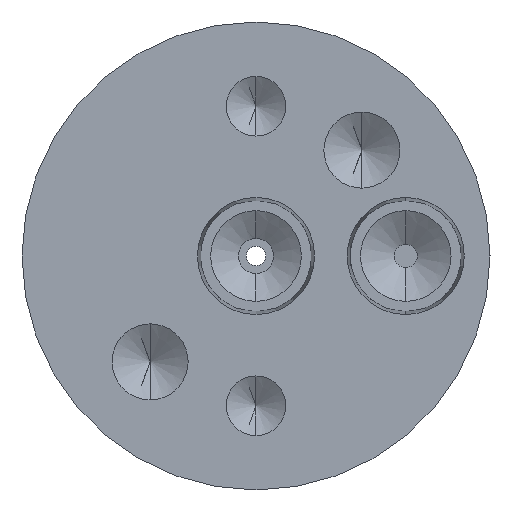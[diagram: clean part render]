
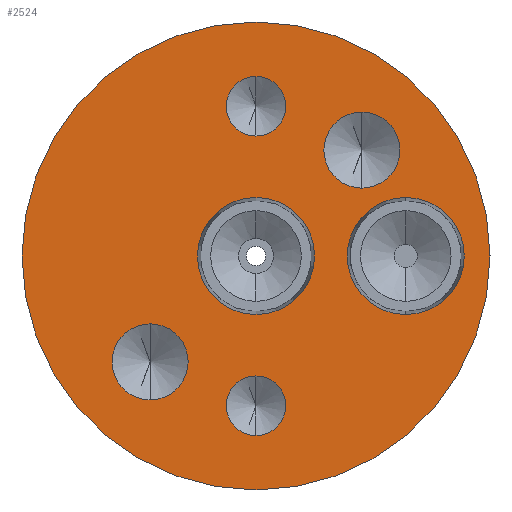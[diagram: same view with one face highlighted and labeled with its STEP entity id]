
A CAD part, front view. The second image highlights one B-rep face of the part: STEP entity #2524.
In plain terms, the highlighted planar face has unit normal (0, -1, 0).
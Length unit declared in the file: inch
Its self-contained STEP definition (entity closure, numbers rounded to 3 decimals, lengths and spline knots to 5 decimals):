
#2 = CARTESIAN_POINT ( 'NONE',  ( 0., -0.5, 0.3205 ) ) ;
#47 = AXIS2_PLACEMENT_3D ( 'NONE', #3746, #3123, #3442 ) ;
#66 = ORIENTED_EDGE ( 'NONE', *, *, #1470, .F. ) ;
#70 = ORIENTED_EDGE ( 'NONE', *, *, #1851, .F. ) ;
#85 = EDGE_CURVE ( 'NONE', #3623, #1856, #1065, .T. ) ;
#98 = AXIS2_PLACEMENT_3D ( 'NONE', #2742, #3369, #2440 ) ;
#100 = DIRECTION ( 'NONE',  ( 0., -1., 0. ) ) ;
#135 = PLANE ( 'NONE',  #1445 ) ;
#164 = ORIENTED_EDGE ( 'NONE', *, *, #3089, .F. ) ;
#280 = CARTESIAN_POINT ( 'NONE',  ( 0., -0.5, -0.4 ) ) ;
#347 = CARTESIAN_POINT ( 'NONE',  ( 0., -0.5, 0.4 ) ) ;
#385 = CARTESIAN_POINT ( 'NONE',  ( 0., -0.5, -0.4 ) ) ;
#426 = FACE_BOUND ( 'NONE', #1824, .T. ) ;
#434 = CARTESIAN_POINT ( 'NONE',  ( 0.4, -0.5, 0.15625 ) ) ;
#444 = VERTEX_POINT ( 'NONE', #1486 ) ;
#535 = VERTEX_POINT ( 'NONE', #1596 ) ;
#543 = VERTEX_POINT ( 'NONE', #2751 ) ;
#557 = CARTESIAN_POINT ( 'NONE',  ( 0., -0.5, -0.3205 ) ) ;
#568 = CARTESIAN_POINT ( 'NONE',  ( 0., -0.5, 0. ) ) ;
#572 = CARTESIAN_POINT ( 'NONE',  ( 0.28284, -0.5, 0.28284 ) ) ;
#585 = CIRCLE ( 'NONE', #1928, 0.0795 ) ;
#592 = DIRECTION ( 'NONE',  ( 0., -1., 0. ) ) ;
#626 = CARTESIAN_POINT ( 'NONE',  ( 0., -0.5, 0.625 ) ) ;
#639 = DIRECTION ( 'NONE',  ( 0., 0., -1. ) ) ;
#655 = AXIS2_PLACEMENT_3D ( 'NONE', #385, #100, #639 ) ;
#687 = AXIS2_PLACEMENT_3D ( 'NONE', #1706, #3380, #1361 ) ;
#718 = FACE_BOUND ( 'NONE', #1634, .T. ) ;
#720 = ORIENTED_EDGE ( 'NONE', *, *, #1032, .F. ) ;
#753 = ORIENTED_EDGE ( 'NONE', *, *, #3155, .F. ) ;
#756 = DIRECTION ( 'NONE',  ( 0., -1., 0. ) ) ;
#777 = FACE_BOUND ( 'NONE', #2149, .T. ) ;
#810 = DIRECTION ( 'NONE',  ( 0., 0., -1. ) ) ;
#815 = ORIENTED_EDGE ( 'NONE', *, *, #2257, .F. ) ;
#854 = DIRECTION ( 'NONE',  ( 0., 0., -1. ) ) ;
#868 = CARTESIAN_POINT ( 'NONE',  ( 0., -0.5, 0.4795 ) ) ;
#952 = CIRCLE ( 'NONE', #1429, 0.10156 ) ;
#1009 = FACE_BOUND ( 'NONE', #2693, .T. ) ;
#1024 = CIRCLE ( 'NONE', #1563, 0.10156 ) ;
#1032 = EDGE_CURVE ( 'NONE', #3149, #1409, #2190, .T. ) ;
#1057 = CARTESIAN_POINT ( 'NONE',  ( 0., -0.5, 0. ) ) ;
#1065 = CIRCLE ( 'NONE', #1491, 0.10156 ) ;
#1114 = ORIENTED_EDGE ( 'NONE', *, *, #3765, .F. ) ;
#1139 = CARTESIAN_POINT ( 'NONE',  ( 0.4, -0.5, 0. ) ) ;
#1145 = EDGE_CURVE ( 'NONE', #1508, #2196, #2004, .T. ) ;
#1167 = DIRECTION ( 'NONE',  ( 0., 0., -1. ) ) ;
#1208 = CARTESIAN_POINT ( 'NONE',  ( 0., -0.5, 0.15625 ) ) ;
#1211 = DIRECTION ( 'NONE',  ( 0., 0., -1. ) ) ;
#1230 = AXIS2_PLACEMENT_3D ( 'NONE', #3147, #2217, #854 ) ;
#1361 = DIRECTION ( 'NONE',  ( 0., 0., -1. ) ) ;
#1409 = VERTEX_POINT ( 'NONE', #434 ) ;
#1428 = CARTESIAN_POINT ( 'NONE',  ( 0.4, -0.5, -0.15625 ) ) ;
#1429 = AXIS2_PLACEMENT_3D ( 'NONE', #1675, #2537, #3421 ) ;
#1445 = AXIS2_PLACEMENT_3D ( 'NONE', #3619, #756, #2432 ) ;
#1470 = EDGE_CURVE ( 'NONE', #543, #444, #952, .T. ) ;
#1486 = CARTESIAN_POINT ( 'NONE',  ( -0.28284, -0.5, -0.38441 ) ) ;
#1491 = AXIS2_PLACEMENT_3D ( 'NONE', #572, #592, #810 ) ;
#1495 = ORIENTED_EDGE ( 'NONE', *, *, #3717, .F. ) ;
#1508 = VERTEX_POINT ( 'NONE', #2625 ) ;
#1553 = CARTESIAN_POINT ( 'NONE',  ( 0.28284, -0.5, 0.28284 ) ) ;
#1563 = AXIS2_PLACEMENT_3D ( 'NONE', #1553, #3072, #3358 ) ;
#1569 = CIRCLE ( 'NONE', #2904, 0.0795 ) ;
#1596 = CARTESIAN_POINT ( 'NONE',  ( 0., -0.5, -0.4795 ) ) ;
#1606 = EDGE_LOOP ( 'NONE', ( #815, #3299 ) ) ;
#1634 = EDGE_LOOP ( 'NONE', ( #1114, #164 ) ) ;
#1675 = CARTESIAN_POINT ( 'NONE',  ( -0.28284, -0.5, -0.28284 ) ) ;
#1706 = CARTESIAN_POINT ( 'NONE',  ( 0., -0.5, 0.4 ) ) ;
#1716 = DIRECTION ( 'NONE',  ( 0., 0., 1. ) ) ;
#1737 = AXIS2_PLACEMENT_3D ( 'NONE', #1057, #2505, #1985 ) ;
#1754 = CIRCLE ( 'NONE', #98, 0.10156 ) ;
#1760 = AXIS2_PLACEMENT_3D ( 'NONE', #568, #2628, #1716 ) ;
#1817 = VERTEX_POINT ( 'NONE', #2 ) ;
#1824 = EDGE_LOOP ( 'NONE', ( #720, #753 ) ) ;
#1826 = EDGE_CURVE ( 'NONE', #2491, #1918, #2324, .T. ) ;
#1828 = VERTEX_POINT ( 'NONE', #557 ) ;
#1832 = DIRECTION ( 'NONE',  ( 0., -1., 0. ) ) ;
#1851 = EDGE_CURVE ( 'NONE', #2163, #1817, #2078, .T. ) ;
#1856 = VERTEX_POINT ( 'NONE', #2858 ) ;
#1918 = VERTEX_POINT ( 'NONE', #2567 ) ;
#1928 = AXIS2_PLACEMENT_3D ( 'NONE', #280, #3516, #1167 ) ;
#1939 = FACE_BOUND ( 'NONE', #3105, .T. ) ;
#1985 = DIRECTION ( 'NONE',  ( 0., 0., -1. ) ) ;
#2004 = CIRCLE ( 'NONE', #47, 0.625 ) ;
#2078 = CIRCLE ( 'NONE', #687, 0.0795 ) ;
#2149 = EDGE_LOOP ( 'NONE', ( #2318, #3239 ) ) ;
#2159 = FACE_BOUND ( 'NONE', #2416, .T. ) ;
#2163 = VERTEX_POINT ( 'NONE', #868 ) ;
#2190 = CIRCLE ( 'NONE', #3227, 0.15625 ) ;
#2196 = VERTEX_POINT ( 'NONE', #626 ) ;
#2217 = DIRECTION ( 'NONE',  ( 0., -1., 0. ) ) ;
#2257 = EDGE_CURVE ( 'NONE', #2196, #1508, #2536, .T. ) ;
#2296 = DIRECTION ( 'NONE',  ( 0., 0., -1. ) ) ;
#2318 = ORIENTED_EDGE ( 'NONE', *, *, #2747, .F. ) ;
#2324 = CIRCLE ( 'NONE', #1230, 0.15625 ) ;
#2348 = AXIS2_PLACEMENT_3D ( 'NONE', #2580, #3740, #2296 ) ;
#2370 = ORIENTED_EDGE ( 'NONE', *, *, #85, .F. ) ;
#2397 = ORIENTED_EDGE ( 'NONE', *, *, #3575, .F. ) ;
#2416 = EDGE_LOOP ( 'NONE', ( #3614, #2370 ) ) ;
#2432 = DIRECTION ( 'NONE',  ( 0., 0., -1. ) ) ;
#2440 = DIRECTION ( 'NONE',  ( 0., 0., -1. ) ) ;
#2491 = VERTEX_POINT ( 'NONE', #1208 ) ;
#2505 = DIRECTION ( 'NONE',  ( 0., -1., 0. ) ) ;
#2518 = EDGE_CURVE ( 'NONE', #1856, #3623, #1024, .T. ) ;
#2519 = CIRCLE ( 'NONE', #2348, 0.15625 ) ;
#2524 = ADVANCED_FACE ( 'NONE', ( #2159, #1939, #1009, #718, #777, #426, #3319 ), #135, .T. ) ;
#2536 = CIRCLE ( 'NONE', #1760, 0.625 ) ;
#2537 = DIRECTION ( 'NONE',  ( 0., -1., 0. ) ) ;
#2567 = CARTESIAN_POINT ( 'NONE',  ( 0., -0.5, -0.15625 ) ) ;
#2580 = CARTESIAN_POINT ( 'NONE',  ( 0.4, -0.5, 0. ) ) ;
#2625 = CARTESIAN_POINT ( 'NONE',  ( 0., -0.5, -0.625 ) ) ;
#2628 = DIRECTION ( 'NONE',  ( 0., 1., 0. ) ) ;
#2693 = EDGE_LOOP ( 'NONE', ( #1495, #70 ) ) ;
#2742 = CARTESIAN_POINT ( 'NONE',  ( -0.28284, -0.5, -0.28284 ) ) ;
#2747 = EDGE_CURVE ( 'NONE', #1918, #2491, #3379, .T. ) ;
#2751 = CARTESIAN_POINT ( 'NONE',  ( -0.28284, -0.5, -0.18128 ) ) ;
#2858 = CARTESIAN_POINT ( 'NONE',  ( 0.28284, -0.5, 0.18128 ) ) ;
#2904 = AXIS2_PLACEMENT_3D ( 'NONE', #347, #1832, #1211 ) ;
#3072 = DIRECTION ( 'NONE',  ( 0., -1., 0. ) ) ;
#3089 = EDGE_CURVE ( 'NONE', #1828, #535, #585, .T. ) ;
#3105 = EDGE_LOOP ( 'NONE', ( #2397, #66 ) ) ;
#3123 = DIRECTION ( 'NONE',  ( 0., 1., 0. ) ) ;
#3147 = CARTESIAN_POINT ( 'NONE',  ( 0., -0.5, 0. ) ) ;
#3149 = VERTEX_POINT ( 'NONE', #1428 ) ;
#3155 = EDGE_CURVE ( 'NONE', #1409, #3149, #2519, .T. ) ;
#3227 = AXIS2_PLACEMENT_3D ( 'NONE', #1139, #3455, #3432 ) ;
#3239 = ORIENTED_EDGE ( 'NONE', *, *, #1826, .F. ) ;
#3299 = ORIENTED_EDGE ( 'NONE', *, *, #1145, .F. ) ;
#3319 = FACE_OUTER_BOUND ( 'NONE', #1606, .T. ) ;
#3358 = DIRECTION ( 'NONE',  ( 0., 0., -1. ) ) ;
#3369 = DIRECTION ( 'NONE',  ( 0., -1., 0. ) ) ;
#3379 = CIRCLE ( 'NONE', #1737, 0.15625 ) ;
#3380 = DIRECTION ( 'NONE',  ( 0., -1., 0. ) ) ;
#3391 = CIRCLE ( 'NONE', #655, 0.0795 ) ;
#3421 = DIRECTION ( 'NONE',  ( 0., 0., -1. ) ) ;
#3432 = DIRECTION ( 'NONE',  ( 0., 0., -1. ) ) ;
#3442 = DIRECTION ( 'NONE',  ( 0., 0., 1. ) ) ;
#3455 = DIRECTION ( 'NONE',  ( 0., -1., 0. ) ) ;
#3516 = DIRECTION ( 'NONE',  ( 0., -1., 0. ) ) ;
#3575 = EDGE_CURVE ( 'NONE', #444, #543, #1754, .T. ) ;
#3614 = ORIENTED_EDGE ( 'NONE', *, *, #2518, .F. ) ;
#3619 = CARTESIAN_POINT ( 'NONE',  ( -0.625, -0.5, 0. ) ) ;
#3623 = VERTEX_POINT ( 'NONE', #3703 ) ;
#3703 = CARTESIAN_POINT ( 'NONE',  ( 0.28284, -0.5, 0.38441 ) ) ;
#3717 = EDGE_CURVE ( 'NONE', #1817, #2163, #1569, .T. ) ;
#3740 = DIRECTION ( 'NONE',  ( 0., -1., 0. ) ) ;
#3746 = CARTESIAN_POINT ( 'NONE',  ( 0., -0.5, 0. ) ) ;
#3765 = EDGE_CURVE ( 'NONE', #535, #1828, #3391, .T. ) ;
